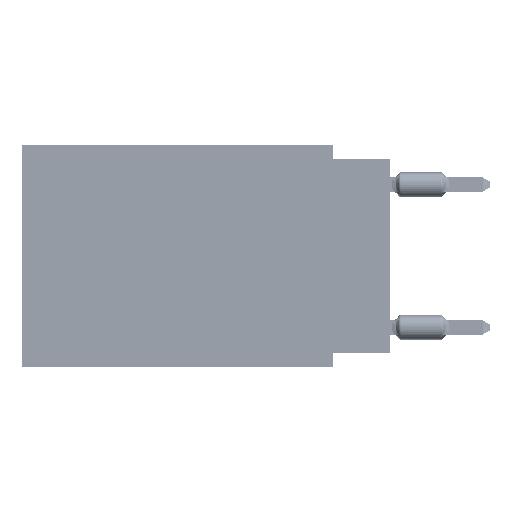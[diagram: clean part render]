
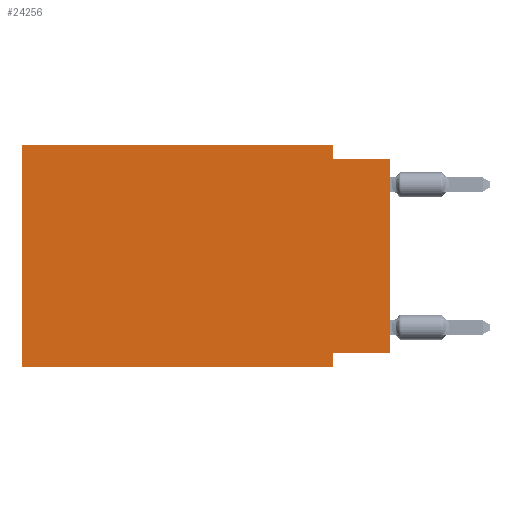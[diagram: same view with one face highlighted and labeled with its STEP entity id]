
A CAD part, left-side view. The second image highlights one B-rep face of the part: STEP entity #24256.
In plain terms, the highlighted planar face has unit normal (-1, 0, 0).
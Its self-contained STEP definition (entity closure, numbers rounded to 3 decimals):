
#2198 = DIRECTION ( 'NONE',  ( 0., -1., 0. ) ) ;
#2551 = CARTESIAN_POINT ( 'NONE',  ( 0., 16.383, -9.906 ) ) ;
#3908 = LINE ( 'NONE', #30598, #50834 ) ;
#4345 = CARTESIAN_POINT ( 'NONE',  ( 0., 16.383, 0. ) ) ;
#4451 = CARTESIAN_POINT ( 'NONE',  ( 0., 2.54, -0.635 ) ) ;
#4512 = LINE ( 'NONE', #65753, #29970 ) ;
#4811 = VERTEX_POINT ( 'NONE', #50873 ) ;
#4975 = DIRECTION ( 'NONE',  ( 0., 1., 0. ) ) ;
#5310 = LINE ( 'NONE', #43038, #6492 ) ;
#6492 = VECTOR ( 'NONE', #38735, 1000. ) ;
#8692 = VERTEX_POINT ( 'NONE', #4451 ) ;
#9778 = CARTESIAN_POINT ( 'NONE',  ( 0., 2.54, 0. ) ) ;
#10556 = DIRECTION ( 'NONE',  ( 0., -1., 0. ) ) ;
#11969 = CARTESIAN_POINT ( 'NONE',  ( 0., 16.383, 0. ) ) ;
#11999 = VECTOR ( 'NONE', #66278, 1000. ) ;
#13074 = ORIENTED_EDGE ( 'NONE', *, *, #43191, .F. ) ;
#13103 = DIRECTION ( 'NONE',  ( 0., 0., -1. ) ) ;
#13998 = VECTOR ( 'NONE', #4975, 1000. ) ;
#16277 = EDGE_CURVE ( 'NONE', #64664, #4811, #68762, .T. ) ;
#17514 = ORIENTED_EDGE ( 'NONE', *, *, #31482, .T. ) ;
#19728 = CARTESIAN_POINT ( 'NONE',  ( 0., 2.54, -9.906 ) ) ;
#19805 = VECTOR ( 'NONE', #27230, 1000. ) ;
#20547 = CARTESIAN_POINT ( 'NONE',  ( 0., 0., -0.635 ) ) ;
#23031 = VERTEX_POINT ( 'NONE', #19728 ) ;
#24256 = ADVANCED_FACE ( 'NONE', ( #53198 ), #34831, .F. ) ;
#24268 = VERTEX_POINT ( 'NONE', #9778 ) ;
#24769 = EDGE_CURVE ( 'NONE', #44494, #24268, #43852, .T. ) ;
#25969 = VECTOR ( 'NONE', #2198, 1000. ) ;
#26391 = DIRECTION ( 'NONE',  ( 0., -1., 0. ) ) ;
#27204 = CARTESIAN_POINT ( 'NONE',  ( 0., 16.383, -9.906 ) ) ;
#27230 = DIRECTION ( 'NONE',  ( 0., 0., -1. ) ) ;
#27760 = ORIENTED_EDGE ( 'NONE', *, *, #16277, .F. ) ;
#29125 = EDGE_CURVE ( 'NONE', #59309, #44494, #61612, .T. ) ;
#29970 = VECTOR ( 'NONE', #10556, 1000. ) ;
#30598 = CARTESIAN_POINT ( 'NONE',  ( 0., 0., 0. ) ) ;
#31482 = EDGE_CURVE ( 'NONE', #64664, #60107, #3908, .T. ) ;
#31676 = CARTESIAN_POINT ( 'NONE',  ( 0., 0., -9.271 ) ) ;
#31875 = LINE ( 'NONE', #58232, #19805 ) ;
#34831 = PLANE ( 'NONE',  #49230 ) ;
#38036 = ORIENTED_EDGE ( 'NONE', *, *, #29125, .F. ) ;
#38494 = CARTESIAN_POINT ( 'NONE',  ( 0., 16.383, 0. ) ) ;
#38673 = EDGE_CURVE ( 'NONE', #4811, #23031, #31875, .T. ) ;
#38735 = DIRECTION ( 'NONE',  ( 0., 0., -1. ) ) ;
#40164 = DIRECTION ( 'NONE',  ( 1., 0., 0. ) ) ;
#43038 = CARTESIAN_POINT ( 'NONE',  ( 0., 2.54, 0. ) ) ;
#43191 = EDGE_CURVE ( 'NONE', #8692, #60107, #4512, .T. ) ;
#43852 = LINE ( 'NONE', #4345, #62996 ) ;
#44494 = VERTEX_POINT ( 'NONE', #11969 ) ;
#45943 = DIRECTION ( 'NONE',  ( 0., 0., 1. ) ) ;
#47840 = CARTESIAN_POINT ( 'NONE',  ( 0., 16.383, 0. ) ) ;
#48559 = EDGE_CURVE ( 'NONE', #24268, #8692, #5310, .T. ) ;
#49230 = AXIS2_PLACEMENT_3D ( 'NONE', #47840, #40164, #13103 ) ;
#50834 = VECTOR ( 'NONE', #45943, 1000. ) ;
#50873 = CARTESIAN_POINT ( 'NONE',  ( 0., 2.54, -9.271 ) ) ;
#51712 = CARTESIAN_POINT ( 'NONE',  ( 0., 0., -9.271 ) ) ;
#53198 = FACE_OUTER_BOUND ( 'NONE', #61292, .T. ) ;
#57556 = ORIENTED_EDGE ( 'NONE', *, *, #66924, .T. ) ;
#58232 = CARTESIAN_POINT ( 'NONE',  ( 0., 2.54, -9.906 ) ) ;
#59055 = ORIENTED_EDGE ( 'NONE', *, *, #38673, .F. ) ;
#59309 = VERTEX_POINT ( 'NONE', #27204 ) ;
#60107 = VERTEX_POINT ( 'NONE', #20547 ) ;
#61292 = EDGE_LOOP ( 'NONE', ( #17514, #13074, #68416, #70283, #38036, #57556, #59055, #27760 ) ) ;
#61612 = LINE ( 'NONE', #38494, #11999 ) ;
#62722 = LINE ( 'NONE', #2551, #25969 ) ;
#62996 = VECTOR ( 'NONE', #26391, 1000. ) ;
#64664 = VERTEX_POINT ( 'NONE', #51712 ) ;
#65753 = CARTESIAN_POINT ( 'NONE',  ( 0., 0., -0.635 ) ) ;
#66278 = DIRECTION ( 'NONE',  ( 0., 0., 1. ) ) ;
#66924 = EDGE_CURVE ( 'NONE', #59309, #23031, #62722, .T. ) ;
#68416 = ORIENTED_EDGE ( 'NONE', *, *, #48559, .F. ) ;
#68762 = LINE ( 'NONE', #31676, #13998 ) ;
#70283 = ORIENTED_EDGE ( 'NONE', *, *, #24769, .F. ) ;
